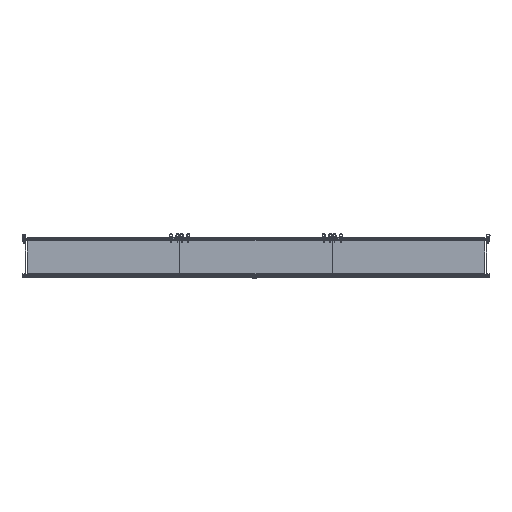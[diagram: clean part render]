
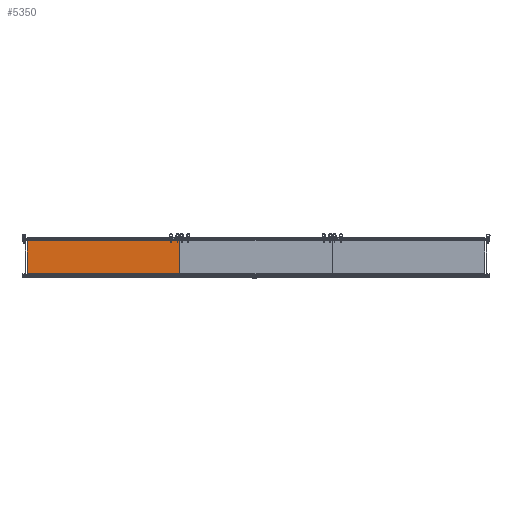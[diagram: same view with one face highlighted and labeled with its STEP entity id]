
A CAD part, top view. The second image highlights one B-rep face of the part: STEP entity #5350.
In plain terms, the highlighted face is planar.
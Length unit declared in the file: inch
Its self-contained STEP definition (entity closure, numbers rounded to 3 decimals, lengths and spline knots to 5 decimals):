
#526=PLANE('',#5861);
#841=LINE('',#9000,#1241);
#845=LINE('',#9008,#1245);
#848=LINE('',#9014,#1248);
#851=LINE('',#9019,#1251);
#1241=VECTOR('',#7210,10.66);
#1245=VECTOR('',#7216,46.67);
#1248=VECTOR('',#7221,10.66);
#1251=VECTOR('',#7226,46.67);
#1674=FACE_OUTER_BOUND('',#2047,.T.);
#2047=EDGE_LOOP('',(#4659,#4660,#4661,#4662));
#2766=VERTEX_POINT('',#8998);
#2767=VERTEX_POINT('',#8999);
#2770=VERTEX_POINT('',#9007);
#2772=VERTEX_POINT('',#9013);
#3414=EDGE_CURVE('',#2766,#2767,#841,.T.);
#3418=EDGE_CURVE('',#2767,#2770,#845,.T.);
#3421=EDGE_CURVE('',#2770,#2772,#848,.T.);
#3424=EDGE_CURVE('',#2772,#2766,#851,.T.);
#4659=ORIENTED_EDGE('',*,*,#3414,.F.);
#4660=ORIENTED_EDGE('',*,*,#3424,.F.);
#4661=ORIENTED_EDGE('',*,*,#3421,.F.);
#4662=ORIENTED_EDGE('',*,*,#3418,.F.);
#5350=ADVANCED_FACE('',(#1674),#526,.F.);
#5861=AXIS2_PLACEMENT_3D('',#9022,#7230,#7231);
#7210=DIRECTION('',(0.,-1.,0.));
#7216=DIRECTION('',(1.,0.,0.));
#7221=DIRECTION('',(0.,1.,0.));
#7226=DIRECTION('',(-1.,0.,0.));
#7230=DIRECTION('center_axis',(0.,0.,1.));
#7231=DIRECTION('ref_axis',(1.,0.,0.));
#8998=CARTESIAN_POINT('',(-23.335,5.33,0.));
#8999=CARTESIAN_POINT('',(-23.335,-5.33,0.));
#9000=CARTESIAN_POINT('',(-23.335,-5.33,0.));
#9007=CARTESIAN_POINT('',(23.335,-5.33,0.));
#9008=CARTESIAN_POINT('',(23.335,-5.33,0.));
#9013=CARTESIAN_POINT('',(23.335,5.33,0.));
#9014=CARTESIAN_POINT('',(23.335,-5.33,0.));
#9019=CARTESIAN_POINT('',(23.335,5.33,0.));
#9022=CARTESIAN_POINT('Origin',(-23.335,5.33,0.));
